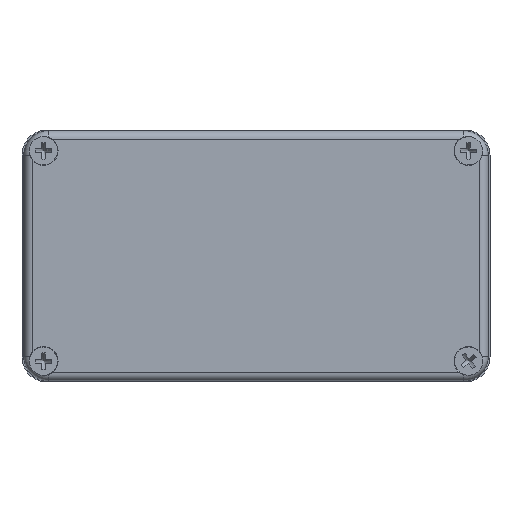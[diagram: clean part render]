
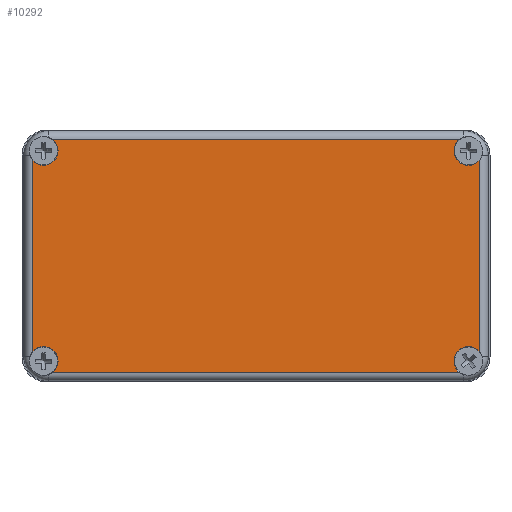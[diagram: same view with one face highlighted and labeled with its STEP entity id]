
A CAD part, top view. The second image highlights one B-rep face of the part: STEP entity #10292.
In plain terms, the highlighted face is planar.
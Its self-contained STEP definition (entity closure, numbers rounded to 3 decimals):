
#8887=CARTESIAN_POINT('',(-48.922,28.029,-4.0));
#8888=VERTEX_POINT('',#8887);
#8900=CARTESIAN_POINT('',(-53.729,22.998,-4.0));
#8901=VERTEX_POINT('',#8900);
#8902=CARTESIAN_POINT('',(-51.05,25.25,-4.0));
#8903=DIRECTION('',(0.0,0.0,1.0));
#8904=DIRECTION('',(-1.0,0.0,0.0));
#8905=AXIS2_PLACEMENT_3D('',#8902,#8903,#8904);
#8906=CIRCLE('',#8905,3.5);
#8907=EDGE_CURVE('',#8901,#8888,#8906,.T.);
#8969=CARTESIAN_POINT('',(53.729,-22.998,-4.0));
#8970=VERTEX_POINT('',#8969);
#9001=CARTESIAN_POINT('',(48.922,-28.029,-4.0));
#9002=VERTEX_POINT('',#9001);
#9012=CARTESIAN_POINT('',(51.05,-25.25,-4.0));
#9013=DIRECTION('',(0.0,0.0,1.0));
#9014=DIRECTION('',(-1.0,0.0,0.0));
#9015=AXIS2_PLACEMENT_3D('',#9012,#9013,#9014);
#9016=CIRCLE('',#9015,3.5);
#9017=EDGE_CURVE('',#8970,#9002,#9016,.T.);
#9060=CARTESIAN_POINT('',(-48.922,-28.029,-4.0));
#9061=VERTEX_POINT('',#9060);
#9092=CARTESIAN_POINT('',(-53.729,-22.998,-4.0));
#9093=VERTEX_POINT('',#9092);
#9103=CARTESIAN_POINT('',(-51.05,-25.25,-4.0));
#9104=DIRECTION('',(0.0,0.0,1.0));
#9105=DIRECTION('',(-1.0,0.0,0.0));
#9106=AXIS2_PLACEMENT_3D('',#9103,#9104,#9105);
#9107=CIRCLE('',#9106,3.5);
#9108=EDGE_CURVE('',#9061,#9093,#9107,.T.);
#9160=CARTESIAN_POINT('',(53.729,22.998,-4.0));
#9161=VERTEX_POINT('',#9160);
#9173=CARTESIAN_POINT('',(48.922,28.029,-4.0));
#9174=VERTEX_POINT('',#9173);
#9175=CARTESIAN_POINT('',(51.05,25.25,-4.0));
#9176=DIRECTION('',(0.0,0.0,1.0));
#9177=DIRECTION('',(-1.0,0.0,0.0));
#9178=AXIS2_PLACEMENT_3D('',#9175,#9176,#9177);
#9179=CIRCLE('',#9178,3.5);
#9180=EDGE_CURVE('',#9174,#9161,#9179,.T.);
#9318=CARTESIAN_POINT('',(48.922,28.029,-4.0));
#9319=DIRECTION('',(-1.0,0.0,0.0));
#9320=VECTOR('',#9319,97.844);
#9321=LINE('',#9318,#9320);
#9322=EDGE_CURVE('',#9174,#8888,#9321,.T.);
#10038=CARTESIAN_POINT('',(-53.729,22.998,-4.0));
#10039=DIRECTION('',(0.0,-1.0,0.0));
#10040=VECTOR('',#10039,45.995);
#10041=LINE('',#10038,#10040);
#10042=EDGE_CURVE('',#8901,#9093,#10041,.T.);
#10113=CARTESIAN_POINT('',(-48.922,-28.029,-4.0));
#10114=DIRECTION('',(1.0,0.0,0.0));
#10115=VECTOR('',#10114,97.844);
#10116=LINE('',#10113,#10115);
#10117=EDGE_CURVE('',#9061,#9002,#10116,.T.);
#10154=CARTESIAN_POINT('',(53.729,-22.998,-4.0));
#10155=DIRECTION('',(0.0,1.0,0.0));
#10156=VECTOR('',#10155,45.995);
#10157=LINE('',#10154,#10156);
#10158=EDGE_CURVE('',#8970,#9161,#10157,.T.);
#10277=CARTESIAN_POINT('',(0.0,0.,-4.0));
#10278=DIRECTION('',(0.0,0.0,1.0));
#10279=DIRECTION('',(1.0,0.0,0.0));
#10280=AXIS2_PLACEMENT_3D('',#10277,#10278,#10279);
#10281=PLANE('',#10280);
#10282=ORIENTED_EDGE('',*,*,#8907,.T.);
#10283=ORIENTED_EDGE('',*,*,#9322,.F.);
#10284=ORIENTED_EDGE('',*,*,#9180,.T.);
#10285=ORIENTED_EDGE('',*,*,#10158,.F.);
#10286=ORIENTED_EDGE('',*,*,#9017,.T.);
#10287=ORIENTED_EDGE('',*,*,#10117,.F.);
#10288=ORIENTED_EDGE('',*,*,#9108,.T.);
#10289=ORIENTED_EDGE('',*,*,#10042,.F.);
#10290=EDGE_LOOP('',(#10282,#10283,#10284,#10285,#10286,#10287,#10288,#10289));
#10291=FACE_OUTER_BOUND('',#10290,.T.);
#10292=ADVANCED_FACE('',(#10291),#10281,.F.);
